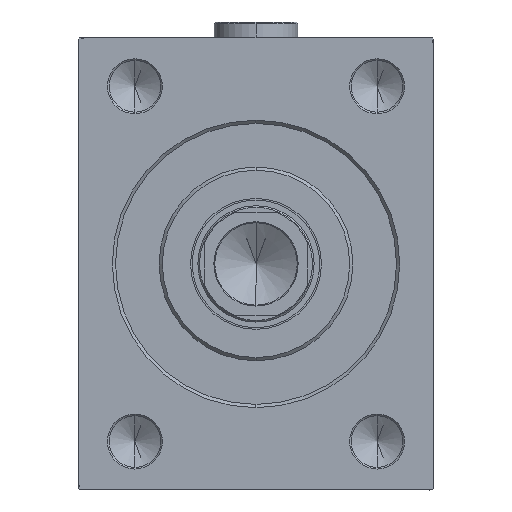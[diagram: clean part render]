
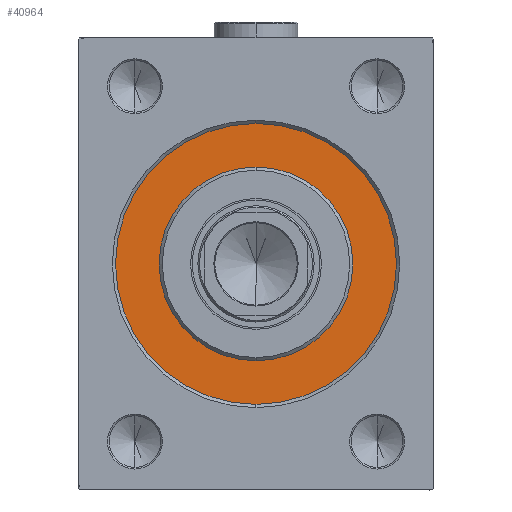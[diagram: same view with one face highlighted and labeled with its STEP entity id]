
A CAD part, left-side view. The second image highlights one B-rep face of the part: STEP entity #40964.
In plain terms, the highlighted face is planar.
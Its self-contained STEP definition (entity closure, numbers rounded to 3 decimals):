
#530 = ORIENTED_EDGE ( 'NONE', *, *, #1440, .F. ) ;
#1440 = EDGE_CURVE ( 'NONE', #12563, #36016, #32118, .T. ) ;
#2434 = CARTESIAN_POINT ( 'NONE',  ( 0., 0., -30. ) ) ;
#3155 = DIRECTION ( 'NONE',  ( -1., 0., 0. ) ) ;
#4053 = EDGE_LOOP ( 'NONE', ( #33239, #10640 ) ) ;
#4864 = AXIS2_PLACEMENT_3D ( 'NONE', #36103, #25940, #14423 ) ;
#5389 = VERTEX_POINT ( 'NONE', #36216 ) ;
#5771 = DIRECTION ( 'NONE',  ( 0., 0., -1. ) ) ;
#5791 = ORIENTED_EDGE ( 'NONE', *, *, #43986, .F. ) ;
#10307 = AXIS2_PLACEMENT_3D ( 'NONE', #45668, #3155, #17013 ) ;
#10640 = ORIENTED_EDGE ( 'NONE', *, *, #42128, .F. ) ;
#11920 = EDGE_LOOP ( 'NONE', ( #530, #5791 ) ) ;
#12563 = VERTEX_POINT ( 'NONE', #33607 ) ;
#14423 = DIRECTION ( 'NONE',  ( 0., 0., -1. ) ) ;
#16124 = VERTEX_POINT ( 'NONE', #35911 ) ;
#16913 = DIRECTION ( 'NONE',  ( 0., 0., 1. ) ) ;
#17013 = DIRECTION ( 'NONE',  ( 0., 0., 1. ) ) ;
#20242 = DIRECTION ( 'NONE',  ( 0., 0., 1. ) ) ;
#20662 = CIRCLE ( 'NONE', #25832, 43.5 ) ;
#22434 = DIRECTION ( 'NONE',  ( 1., 0., 0. ) ) ;
#24124 = EDGE_CURVE ( 'NONE', #16124, #5389, #35966, .T. ) ;
#25832 = AXIS2_PLACEMENT_3D ( 'NONE', #30992, #30756, #16913 ) ;
#25940 = DIRECTION ( 'NONE',  ( 1., 0., 0. ) ) ;
#26368 = AXIS2_PLACEMENT_3D ( 'NONE', #44283, #37324, #20242 ) ;
#29802 = CARTESIAN_POINT ( 'NONE',  ( 0., 0., 0. ) ) ;
#30756 = DIRECTION ( 'NONE',  ( -1., 0., 0. ) ) ;
#30992 = CARTESIAN_POINT ( 'NONE',  ( 0., 0., 0. ) ) ;
#31321 = PLANE ( 'NONE',  #10307 ) ;
#31547 = FACE_BOUND ( 'NONE', #11920, .T. ) ;
#32118 = CIRCLE ( 'NONE', #4864, 30. ) ;
#32519 = AXIS2_PLACEMENT_3D ( 'NONE', #29802, #22434, #5771 ) ;
#33239 = ORIENTED_EDGE ( 'NONE', *, *, #24124, .F. ) ;
#33272 = CIRCLE ( 'NONE', #32519, 30. ) ;
#33607 = CARTESIAN_POINT ( 'NONE',  ( 0., 0., 30. ) ) ;
#34789 = FACE_OUTER_BOUND ( 'NONE', #4053, .T. ) ;
#35911 = CARTESIAN_POINT ( 'NONE',  ( 0., 0., -43.5 ) ) ;
#35966 = CIRCLE ( 'NONE', #26368, 43.5 ) ;
#36016 = VERTEX_POINT ( 'NONE', #2434 ) ;
#36103 = CARTESIAN_POINT ( 'NONE',  ( 0., 0., 0. ) ) ;
#36216 = CARTESIAN_POINT ( 'NONE',  ( 0., 0., 43.5 ) ) ;
#37324 = DIRECTION ( 'NONE',  ( -1., 0., 0. ) ) ;
#40964 = ADVANCED_FACE ( 'NONE', ( #31547, #34789 ), #31321, .F. ) ;
#42128 = EDGE_CURVE ( 'NONE', #5389, #16124, #20662, .T. ) ;
#43986 = EDGE_CURVE ( 'NONE', #36016, #12563, #33272, .T. ) ;
#44283 = CARTESIAN_POINT ( 'NONE',  ( 0., 0., 0. ) ) ;
#45668 = CARTESIAN_POINT ( 'NONE',  ( 0., 0., 0. ) ) ;
